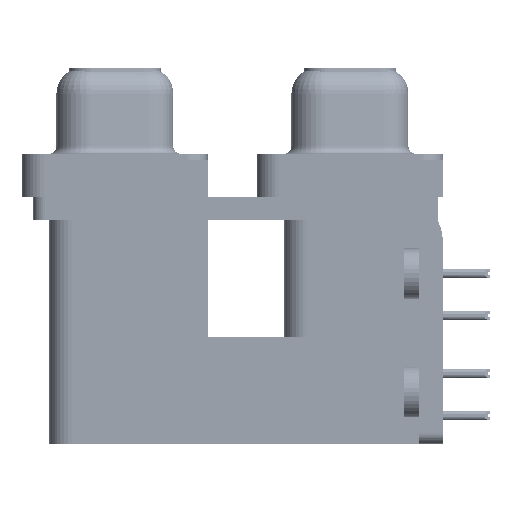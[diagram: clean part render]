
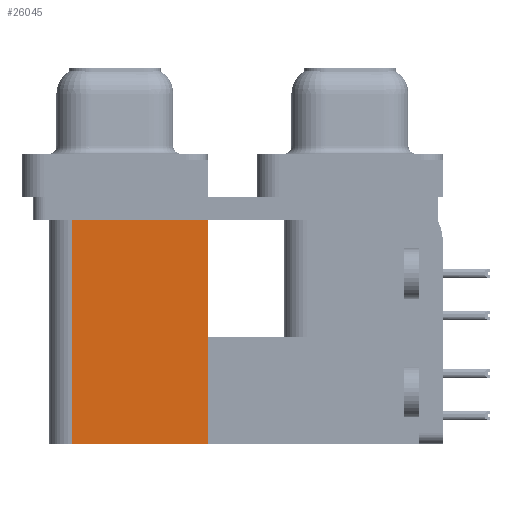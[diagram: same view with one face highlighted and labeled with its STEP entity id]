
A CAD part, left-side view. The second image highlights one B-rep face of the part: STEP entity #26045.
In plain terms, the highlighted planar face has unit normal (-1, 0, 0).
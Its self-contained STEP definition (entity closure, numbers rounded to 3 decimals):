
#1433 = LINE ( 'NONE', #25189, #49742 ) ;
#2427 = DIRECTION ( 'NONE',  ( 0., 0., -1. ) ) ;
#3193 = DIRECTION ( 'NONE',  ( 0., 0., 1. ) ) ;
#4454 = CARTESIAN_POINT ( 'NONE',  ( 3.79, 18.8, -2.5 ) ) ;
#5785 = VERTEX_POINT ( 'NONE', #35124 ) ;
#5881 = EDGE_CURVE ( 'NONE', #5785, #74748, #21501, .T. ) ;
#7956 = ORIENTED_EDGE ( 'NONE', *, *, #28878, .T. ) ;
#9975 = ORIENTED_EDGE ( 'NONE', *, *, #5881, .F. ) ;
#14874 = DIRECTION ( 'NONE',  ( 1., 0., 0. ) ) ;
#15687 = EDGE_LOOP ( 'NONE', ( #53492, #9975, #25714, #7956 ) ) ;
#19548 = VERTEX_POINT ( 'NONE', #73777 ) ;
#19754 = VECTOR ( 'NONE', #66154, 1000. ) ;
#20215 = AXIS2_PLACEMENT_3D ( 'NONE', #74406, #14874, #2427 ) ;
#21111 = FACE_OUTER_BOUND ( 'NONE', #15687, .T. ) ;
#21501 = LINE ( 'NONE', #68165, #74102 ) ;
#25189 = CARTESIAN_POINT ( 'NONE',  ( 3.79, 9.6, -19.2 ) ) ;
#25714 = ORIENTED_EDGE ( 'NONE', *, *, #61624, .F. ) ;
#26045 = ADVANCED_FACE ( 'NONE', ( #21111 ), #32779, .F. ) ;
#26289 = CARTESIAN_POINT ( 'NONE',  ( 3.79, 9.6, -19.2 ) ) ;
#28878 = EDGE_CURVE ( 'NONE', #69177, #19548, #73915, .T. ) ;
#32779 = PLANE ( 'NONE',  #20215 ) ;
#33259 = CARTESIAN_POINT ( 'NONE',  ( 3.79, 9.6, -2.5 ) ) ;
#35124 = CARTESIAN_POINT ( 'NONE',  ( 3.79, 18.8, -19.2 ) ) ;
#40228 = DIRECTION ( 'NONE',  ( 0., 1., 0. ) ) ;
#42384 = CARTESIAN_POINT ( 'NONE',  ( 3.79, 9.6, -19.2 ) ) ;
#48889 = DIRECTION ( 'NONE',  ( 0., 1., 0. ) ) ;
#49742 = VECTOR ( 'NONE', #48889, 1000. ) ;
#51143 = LINE ( 'NONE', #33259, #70241 ) ;
#53492 = ORIENTED_EDGE ( 'NONE', *, *, #69247, .T. ) ;
#61624 = EDGE_CURVE ( 'NONE', #69177, #5785, #1433, .T. ) ;
#66154 = DIRECTION ( 'NONE',  ( 0., 0., 1. ) ) ;
#68165 = CARTESIAN_POINT ( 'NONE',  ( 3.79, 18.8, -19.2 ) ) ;
#69177 = VERTEX_POINT ( 'NONE', #26289 ) ;
#69247 = EDGE_CURVE ( 'NONE', #19548, #74748, #51143, .T. ) ;
#70241 = VECTOR ( 'NONE', #40228, 1000. ) ;
#73777 = CARTESIAN_POINT ( 'NONE',  ( 3.79, 9.6, -2.5 ) ) ;
#73915 = LINE ( 'NONE', #42384, #19754 ) ;
#74102 = VECTOR ( 'NONE', #3193, 1000. ) ;
#74406 = CARTESIAN_POINT ( 'NONE',  ( 3.79, 9.6, -19.2 ) ) ;
#74748 = VERTEX_POINT ( 'NONE', #4454 ) ;
